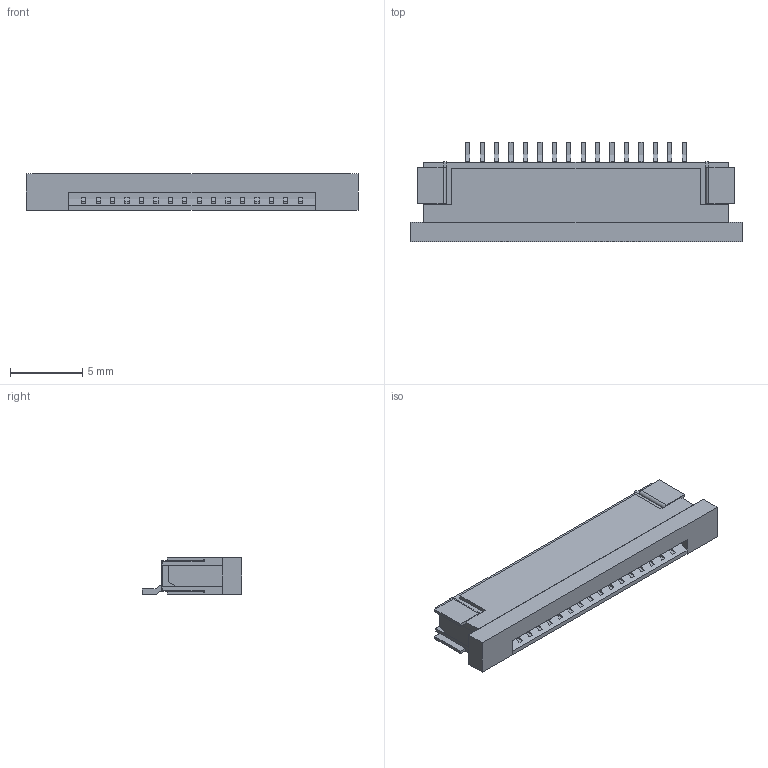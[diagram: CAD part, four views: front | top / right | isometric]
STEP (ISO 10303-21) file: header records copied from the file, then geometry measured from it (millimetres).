
FILE_DESCRIPTION(('STEP AP214'), '1');
FILE_NAME('FFC3B05-16-T', '2016-08-22T21:06:29', ('Nobody'), (''), 'ASCON STEP Converter 1.3', 'ASCON Math Kernel', '');
FILE_SCHEMA(('AUTOMOTIVE_DESIGN { 1 0 10303 214 3 1 1}'));
Length unit declared in the file: millimetre
Bounding box: 23 x 6.9 x 2.5 mm (x, y, z)
Volume: 260 mm3; surface area: 1050.6 mm2
Topology: 20 solids, 20 shells, 529 faces, 1521 edges, 1052 vertices
Faces by surface type: plane 525, cylinder 4
Entity records: 21328 total; most frequent: CARTESIAN_POINT 3013, ORIENTED_EDGE 2898, DIRECTION 2589, LINE 1513, VECTOR 1513, EDGE_CURVE 1449, VERTEX_POINT 962, COLOUR_RGB 567
